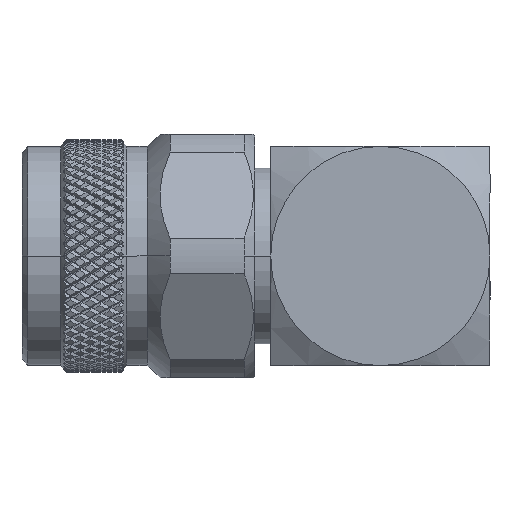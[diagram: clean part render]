
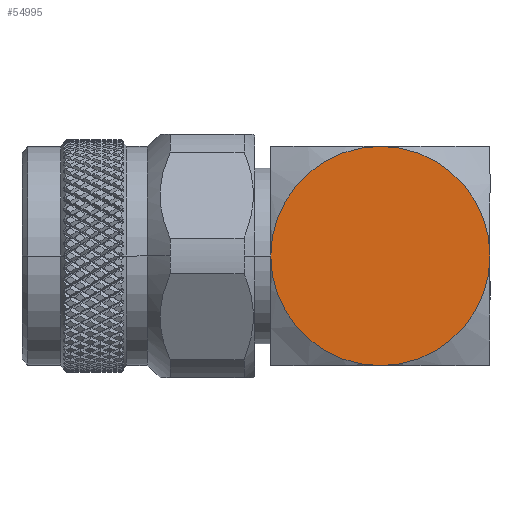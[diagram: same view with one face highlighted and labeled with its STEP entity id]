
A CAD part, left-side view. The second image highlights one B-rep face of the part: STEP entity #54995.
In plain terms, the highlighted planar face has unit normal (-1, 0, 0).
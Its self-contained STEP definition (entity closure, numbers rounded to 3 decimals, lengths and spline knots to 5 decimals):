
#1911 = AXIS2_PLACEMENT_3D ( 'NONE', #56536, #38533, #5502 ) ;
#2246 = FACE_OUTER_BOUND ( 'NONE', #13582, .T. ) ;
#2460 = AXIS2_PLACEMENT_3D ( 'NONE', #63258, #77527, #51267 ) ;
#2856 = CARTESIAN_POINT ( 'NONE',  ( -0.28, 0.28, 0. ) ) ;
#5502 = DIRECTION ( 'NONE',  ( 0., 0., -1. ) ) ;
#10421 = PLANE ( 'NONE',  #1911 ) ;
#10516 = CIRCLE ( 'NONE', #79959, 0.28 ) ;
#12228 = CIRCLE ( 'NONE', #2460, 0.28 ) ;
#13582 = EDGE_LOOP ( 'NONE', ( #42866, #23487, #80035, #27402 ) ) ;
#16822 = AXIS2_PLACEMENT_3D ( 'NONE', #68325, #20844, #49287 ) ;
#16943 = EDGE_CURVE ( 'NONE', #41466, #61309, #12228, .T. ) ;
#18398 = VERTEX_POINT ( 'NONE', #2856 ) ;
#20844 = DIRECTION ( 'NONE',  ( 1., 0., 0. ) ) ;
#22128 = DIRECTION ( 'NONE',  ( 1., 0., 0. ) ) ;
#22983 = DIRECTION ( 'NONE',  ( 0., 0., -1. ) ) ;
#23487 = ORIENTED_EDGE ( 'NONE', *, *, #78290, .F. ) ;
#24816 = EDGE_CURVE ( 'NONE', #41466, #18398, #10516, .T. ) ;
#27402 = ORIENTED_EDGE ( 'NONE', *, *, #24816, .T. ) ;
#28677 = CARTESIAN_POINT ( 'NONE',  ( -0.28, 0., -0.28 ) ) ;
#30354 = CARTESIAN_POINT ( 'NONE',  ( -0.28, 0., 0.28 ) ) ;
#32945 = VERTEX_POINT ( 'NONE', #28677 ) ;
#33819 = DIRECTION ( 'NONE',  ( -1., 0., 0. ) ) ;
#38533 = DIRECTION ( 'NONE',  ( 1., 0., 0. ) ) ;
#38586 = CIRCLE ( 'NONE', #16822, 0.28 ) ;
#41466 = VERTEX_POINT ( 'NONE', #30354 ) ;
#42866 = ORIENTED_EDGE ( 'NONE', *, *, #49669, .F. ) ;
#49287 = DIRECTION ( 'NONE',  ( 0., 0., -1. ) ) ;
#49669 = EDGE_CURVE ( 'NONE', #32945, #18398, #49903, .T. ) ;
#49903 = CIRCLE ( 'NONE', #60445, 0.28 ) ;
#51267 = DIRECTION ( 'NONE',  ( 0., 0., -1. ) ) ;
#54995 = ADVANCED_FACE ( 'NONE', ( #2246 ), #10421, .F. ) ;
#56536 = CARTESIAN_POINT ( 'NONE',  ( -0.28, -0.28, 0.28 ) ) ;
#60445 = AXIS2_PLACEMENT_3D ( 'NONE', #81664, #22128, #22983 ) ;
#61309 = VERTEX_POINT ( 'NONE', #82568 ) ;
#63258 = CARTESIAN_POINT ( 'NONE',  ( -0.28, 0., 0. ) ) ;
#68325 = CARTESIAN_POINT ( 'NONE',  ( -0.28, 0., 0. ) ) ;
#72878 = CARTESIAN_POINT ( 'NONE',  ( -0.28, 0., 0. ) ) ;
#77527 = DIRECTION ( 'NONE',  ( 1., 0., 0. ) ) ;
#78290 = EDGE_CURVE ( 'NONE', #61309, #32945, #38586, .T. ) ;
#79502 = DIRECTION ( 'NONE',  ( 0., 0., 1. ) ) ;
#79959 = AXIS2_PLACEMENT_3D ( 'NONE', #72878, #33819, #79502 ) ;
#80035 = ORIENTED_EDGE ( 'NONE', *, *, #16943, .F. ) ;
#81664 = CARTESIAN_POINT ( 'NONE',  ( -0.28, 0., 0. ) ) ;
#82568 = CARTESIAN_POINT ( 'NONE',  ( -0.28, -0.28, 0. ) ) ;
